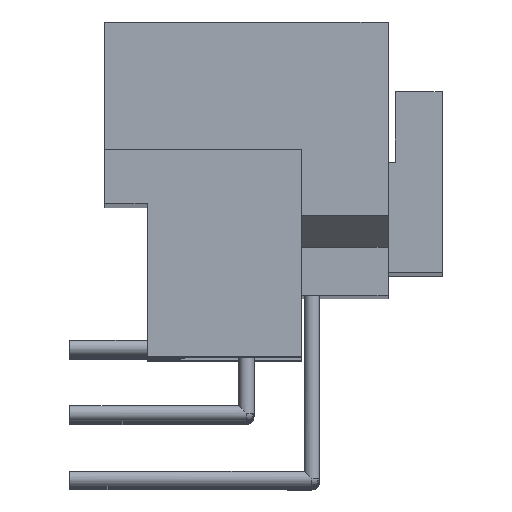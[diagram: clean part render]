
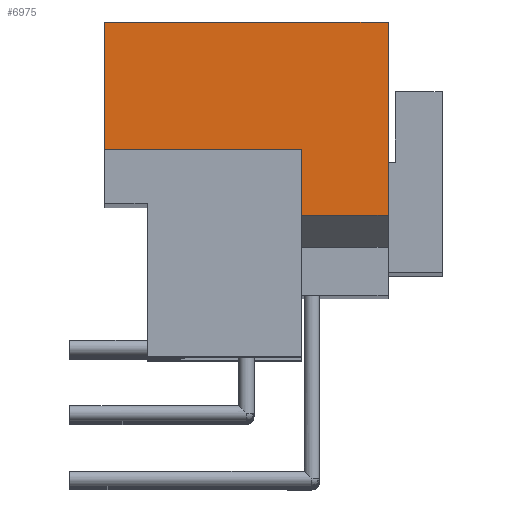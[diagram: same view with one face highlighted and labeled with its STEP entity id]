
A CAD part, top view. The second image highlights one B-rep face of the part: STEP entity #6975.
In plain terms, the highlighted planar face has unit normal (0, 0, 1).
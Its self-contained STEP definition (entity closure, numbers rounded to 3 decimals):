
#4573=LINE('',#23299,#5139);
#4575=LINE('',#23303,#5141);
#4576=LINE('',#23306,#5142);
#4577=LINE('',#23308,#5143);
#4578=LINE('',#23310,#5144);
#4579=LINE('',#23311,#5145);
#5139=VECTOR('',#19100,1.);
#5141=VECTOR('',#19104,1.);
#5142=VECTOR('',#19105,1.);
#5143=VECTOR('',#19106,1.);
#5144=VECTOR('',#19107,1.);
#5145=VECTOR('',#19108,1.);
#5745=PLANE('',#15930);
#6216=FACE_OUTER_BOUND('',#9215,.T.);
#6975=ADVANCED_FACE('',(#6216),#5745,.T.);
#9215=EDGE_LOOP('',(#11430,#11431,#11432,#11433,#11434,#11435));
#11430=ORIENTED_EDGE('',*,*,#13971,.T.);
#11431=ORIENTED_EDGE('',*,*,#13972,.T.);
#11432=ORIENTED_EDGE('',*,*,#13973,.T.);
#11433=ORIENTED_EDGE('',*,*,#13974,.F.);
#11434=ORIENTED_EDGE('',*,*,#13969,.F.);
#11435=ORIENTED_EDGE('',*,*,#13975,.F.);
#12753=VERTEX_POINT('',#23298);
#12754=VERTEX_POINT('',#23300);
#12755=VERTEX_POINT('',#23304);
#12756=VERTEX_POINT('',#23305);
#12757=VERTEX_POINT('',#23307);
#12758=VERTEX_POINT('',#23309);
#13969=EDGE_CURVE('',#12753,#12754,#4573,.T.);
#13971=EDGE_CURVE('',#12755,#12756,#4575,.T.);
#13972=EDGE_CURVE('',#12756,#12757,#4576,.T.);
#13973=EDGE_CURVE('',#12757,#12758,#4577,.T.);
#13974=EDGE_CURVE('',#12754,#12758,#4578,.T.);
#13975=EDGE_CURVE('',#12755,#12753,#4579,.T.);
#15930=AXIS2_PLACEMENT_3D('',#23312,#19109,#19110);
#19100=DIRECTION('',(1.,0.,0.));
#19104=DIRECTION('',(1.,0.,0.));
#19105=DIRECTION('',(0.,-1.,0.));
#19106=DIRECTION('',(1.,0.,0.));
#19107=DIRECTION('',(0.,-1.,0.));
#19108=DIRECTION('',(0.,1.,0.));
#19109=DIRECTION('',(0.,0.,1.));
#19110=DIRECTION('',(1.,0.,0.));
#23298=CARTESIAN_POINT('',(-1.65,10.6,87.5));
#23299=CARTESIAN_POINT('',(-1.65,10.6,87.5));
#23300=CARTESIAN_POINT('',(9.35,10.6,87.5));
#23303=CARTESIAN_POINT('',(-1.65,5.65,87.5));
#23304=CARTESIAN_POINT('',(-1.65,5.65,87.5));
#23305=CARTESIAN_POINT('',(6.,5.65,87.5));
#23306=CARTESIAN_POINT('',(6.,5.65,87.5));
#23307=CARTESIAN_POINT('',(6.,3.098,87.5));
#23308=CARTESIAN_POINT('',(6.,3.098,87.5));
#23309=CARTESIAN_POINT('',(9.35,3.098,87.5));
#23310=CARTESIAN_POINT('',(9.35,10.6,87.5));
#23311=CARTESIAN_POINT('',(-1.65,5.65,87.5));
#23312=CARTESIAN_POINT('',(-2.2,2.735,87.5));
